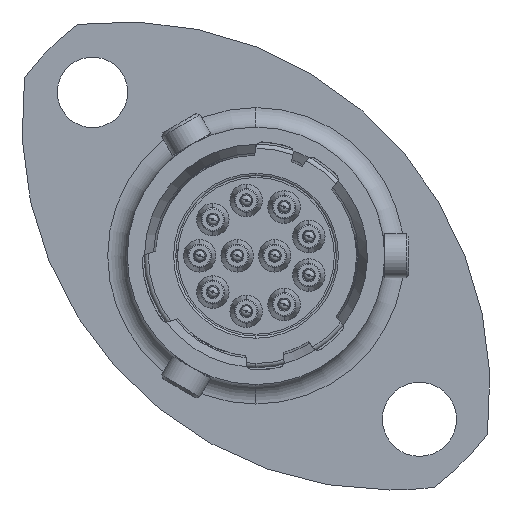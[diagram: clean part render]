
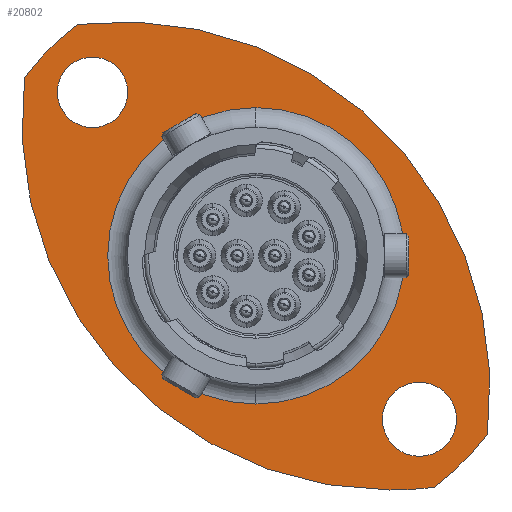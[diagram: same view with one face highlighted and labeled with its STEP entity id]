
A CAD part, left-side view. The second image highlights one B-rep face of the part: STEP entity #20802.
In plain terms, the highlighted planar face has unit normal (-1, 0, 0).
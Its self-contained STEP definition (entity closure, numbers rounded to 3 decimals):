
#140 = EDGE_LOOP ( 'NONE', ( #5960, #6965, #25874, #26096, #18500 ) ) ;
#396 = VERTEX_POINT ( 'NONE', #15271 ) ;
#427 = DIRECTION ( 'NONE',  ( -1., 0., 0. ) ) ;
#834 = ORIENTED_EDGE ( 'NONE', *, *, #10789, .F. ) ;
#876 = CARTESIAN_POINT ( 'NONE',  ( 15.98, 8.248, 10.687 ) ) ;
#879 = FACE_BOUND ( 'NONE', #3693, .T. ) ;
#982 = CIRCLE ( 'NONE', #26206, 1.712 ) ;
#1123 = DIRECTION ( 'NONE',  ( 1., 0., 0. ) ) ;
#1199 = CARTESIAN_POINT ( 'NONE',  ( 15.98, -6.187, -10.813 ) ) ;
#1592 = EDGE_CURVE ( 'NONE', #9471, #26240, #19183, .T. ) ;
#2181 = AXIS2_PLACEMENT_3D ( 'NONE', #17458, #3861, #19737 ) ;
#2237 = DIRECTION ( 'NONE',  ( 0., 0., -1. ) ) ;
#2784 = DIRECTION ( 'NONE',  ( 0., 0., -1. ) ) ;
#2918 = AXIS2_PLACEMENT_3D ( 'NONE', #21609, #427, #29020 ) ;
#3247 = ORIENTED_EDGE ( 'NONE', *, *, #9810, .F. ) ;
#3693 = EDGE_LOOP ( 'NONE', ( #9834, #834 ) ) ;
#3776 = EDGE_LOOP ( 'NONE', ( #5152, #11425 ) ) ;
#3861 = DIRECTION ( 'NONE',  ( -1., 0., 0. ) ) ;
#4197 = DIRECTION ( 'NONE',  ( -1., 0., 0. ) ) ;
#4451 = PLANE ( 'NONE',  #19205 ) ;
#5134 = DIRECTION ( 'NONE',  ( -1., 0., 0. ) ) ;
#5152 = ORIENTED_EDGE ( 'NONE', *, *, #5353, .T. ) ;
#5200 = AXIS2_PLACEMENT_3D ( 'NONE', #23779, #10110, #26072 ) ;
#5353 = EDGE_CURVE ( 'NONE', #7993, #396, #25726, .T. ) ;
#5697 = CARTESIAN_POINT ( 'NONE',  ( 15.98, -7.548, -7.548 ) ) ;
#5960 = ORIENTED_EDGE ( 'NONE', *, *, #6464, .T. ) ;
#6111 = AXIS2_PLACEMENT_3D ( 'NONE', #5697, #21592, #7956 ) ;
#6231 = FACE_OUTER_BOUND ( 'NONE', #140, .T. ) ;
#6464 = EDGE_CURVE ( 'NONE', #16213, #20073, #8612, .T. ) ;
#6965 = ORIENTED_EDGE ( 'NONE', *, *, #27326, .T. ) ;
#7297 = EDGE_CURVE ( 'NONE', #10493, #16530, #18826, .T. ) ;
#7514 = DIRECTION ( 'NONE',  ( -1., 0., 0. ) ) ;
#7843 = DIRECTION ( 'NONE',  ( -1., 0., 0. ) ) ;
#7956 = DIRECTION ( 'NONE',  ( 0., 0., -1. ) ) ;
#7993 = VERTEX_POINT ( 'NONE', #16067 ) ;
#8612 = CIRCLE ( 'NONE', #2918, 17. ) ;
#9471 = VERTEX_POINT ( 'NONE', #22186 ) ;
#9810 = EDGE_CURVE ( 'NONE', #16530, #10493, #28128, .T. ) ;
#9834 = ORIENTED_EDGE ( 'NONE', *, *, #21541, .F. ) ;
#10110 = DIRECTION ( 'NONE',  ( -1., 0., 0. ) ) ;
#10390 = CIRCLE ( 'NONE', #6111, 1.712 ) ;
#10493 = VERTEX_POINT ( 'NONE', #26746 ) ;
#10789 = EDGE_CURVE ( 'NONE', #23512, #23974, #982, .T. ) ;
#11425 = ORIENTED_EDGE ( 'NONE', *, *, #15625, .T. ) ;
#12255 = FACE_BOUND ( 'NONE', #22686, .T. ) ;
#13844 = CIRCLE ( 'NONE', #2181, 13.5 ) ;
#14746 = CARTESIAN_POINT ( 'NONE',  ( 15.98, 0., 0. ) ) ;
#15271 = CARTESIAN_POINT ( 'NONE',  ( 15.98, 0., 6.845 ) ) ;
#15625 = EDGE_CURVE ( 'NONE', #396, #7993, #21751, .T. ) ;
#15884 = DIRECTION ( 'NONE',  ( 1., 0., 0. ) ) ;
#16067 = CARTESIAN_POINT ( 'NONE',  ( 15.98, 0., -6.845 ) ) ;
#16213 = VERTEX_POINT ( 'NONE', #28374 ) ;
#16530 = VERTEX_POINT ( 'NONE', #18485 ) ;
#16780 = AXIS2_PLACEMENT_3D ( 'NONE', #21471, #7843, #23772 ) ;
#17047 = DIRECTION ( 'NONE',  ( 0., 0., -1. ) ) ;
#17458 = CARTESIAN_POINT ( 'NONE',  ( 15.98, 0., 0. ) ) ;
#17795 = CARTESIAN_POINT ( 'NONE',  ( 15.98, 7.548, 7.548 ) ) ;
#18328 = FACE_BOUND ( 'NONE', #3776, .T. ) ;
#18485 = CARTESIAN_POINT ( 'NONE',  ( 15.98, 7.548, 5.923 ) ) ;
#18500 = ORIENTED_EDGE ( 'NONE', *, *, #24794, .T. ) ;
#18657 = AXIS2_PLACEMENT_3D ( 'NONE', #18735, #5134, #21027 ) ;
#18676 = CARTESIAN_POINT ( 'NONE',  ( 15.98, 0., 0. ) ) ;
#18735 = CARTESIAN_POINT ( 'NONE',  ( 15.98, 0., 0. ) ) ;
#18826 = CIRCLE ( 'NONE', #21639, 1.625 ) ;
#19183 = CIRCLE ( 'NONE', #19848, 17. ) ;
#19205 = AXIS2_PLACEMENT_3D ( 'NONE', #29509, #15884, #2237 ) ;
#19699 = CIRCLE ( 'NONE', #18657, 13.5 ) ;
#19737 = DIRECTION ( 'NONE',  ( 0., 0., 1. ) ) ;
#19848 = AXIS2_PLACEMENT_3D ( 'NONE', #22348, #19872, #29239 ) ;
#19872 = DIRECTION ( 'NONE',  ( -1., 0., 0. ) ) ;
#19952 = CIRCLE ( 'NONE', #16780, 17. ) ;
#20073 = VERTEX_POINT ( 'NONE', #1199 ) ;
#20072 = DIRECTION ( 'NONE',  ( 0., 0., -1. ) ) ;
#20183 = AXIS2_PLACEMENT_3D ( 'NONE', #18676, #21580, #2784 ) ;
#20802 = ADVANCED_FACE ( 'NONE', ( #18328, #879, #12255, #6231 ), #4451, .F. ) ;
#20946 = EDGE_CURVE ( 'NONE', #23225, #9471, #19699, .T. ) ;
#21027 = DIRECTION ( 'NONE',  ( 0., 0., 1. ) ) ;
#21132 = CARTESIAN_POINT ( 'NONE',  ( 15.98, -7.548, -7.548 ) ) ;
#21471 = CARTESIAN_POINT ( 'NONE',  ( 15.98, -6.187, 6.187 ) ) ;
#21541 = EDGE_CURVE ( 'NONE', #23974, #23512, #10390, .T. ) ;
#21580 = DIRECTION ( 'NONE',  ( 1., 0., 0. ) ) ;
#21592 = DIRECTION ( 'NONE',  ( -1., 0., 0. ) ) ;
#21609 = CARTESIAN_POINT ( 'NONE',  ( 15.98, -6.187, 6.187 ) ) ;
#21639 = AXIS2_PLACEMENT_3D ( 'NONE', #17795, #4197, #20072 ) ;
#21751 = CIRCLE ( 'NONE', #27957, 6.845 ) ;
#22186 = CARTESIAN_POINT ( 'NONE',  ( 15.98, -10.687, -8.248 ) ) ;
#22348 = CARTESIAN_POINT ( 'NONE',  ( 15.98, 6.187, -6.187 ) ) ;
#22686 = EDGE_LOOP ( 'NONE', ( #3247, #23939 ) ) ;
#23225 = VERTEX_POINT ( 'NONE', #28894 ) ;
#23259 = CARTESIAN_POINT ( 'NONE',  ( 15.98, -7.548, -9.26 ) ) ;
#23419 = DIRECTION ( 'NONE',  ( 0., 0., -1. ) ) ;
#23512 = VERTEX_POINT ( 'NONE', #27892 ) ;
#23772 = DIRECTION ( 'NONE',  ( 0., 0., -1. ) ) ;
#23779 = CARTESIAN_POINT ( 'NONE',  ( 15.98, 7.548, 7.548 ) ) ;
#23939 = ORIENTED_EDGE ( 'NONE', *, *, #7297, .F. ) ;
#23974 = VERTEX_POINT ( 'NONE', #23259 ) ;
#24794 = EDGE_CURVE ( 'NONE', #26240, #16213, #13844, .T. ) ;
#25726 = CIRCLE ( 'NONE', #20183, 6.845 ) ;
#25874 = ORIENTED_EDGE ( 'NONE', *, *, #20946, .T. ) ;
#26072 = DIRECTION ( 'NONE',  ( 0., 0., -1. ) ) ;
#26096 = ORIENTED_EDGE ( 'NONE', *, *, #1592, .T. ) ;
#26206 = AXIS2_PLACEMENT_3D ( 'NONE', #21132, #7514, #23419 ) ;
#26240 = VERTEX_POINT ( 'NONE', #876 ) ;
#26746 = CARTESIAN_POINT ( 'NONE',  ( 15.98, 7.548, 9.173 ) ) ;
#27326 = EDGE_CURVE ( 'NONE', #20073, #23225, #19952, .T. ) ;
#27892 = CARTESIAN_POINT ( 'NONE',  ( 15.98, -7.548, -5.837 ) ) ;
#27957 = AXIS2_PLACEMENT_3D ( 'NONE', #14746, #1123, #17047 ) ;
#28128 = CIRCLE ( 'NONE', #5200, 1.625 ) ;
#28374 = CARTESIAN_POINT ( 'NONE',  ( 15.98, 10.687, 8.248 ) ) ;
#28894 = CARTESIAN_POINT ( 'NONE',  ( 15.98, -8.248, -10.687 ) ) ;
#29020 = DIRECTION ( 'NONE',  ( 0., 0., -1. ) ) ;
#29239 = DIRECTION ( 'NONE',  ( 0., 0., -1. ) ) ;
#29509 = CARTESIAN_POINT ( 'NONE',  ( 15.98, 5.945, 0. ) ) ;
